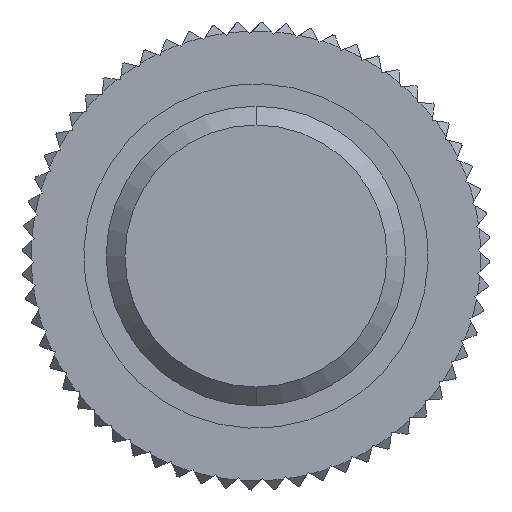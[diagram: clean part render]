
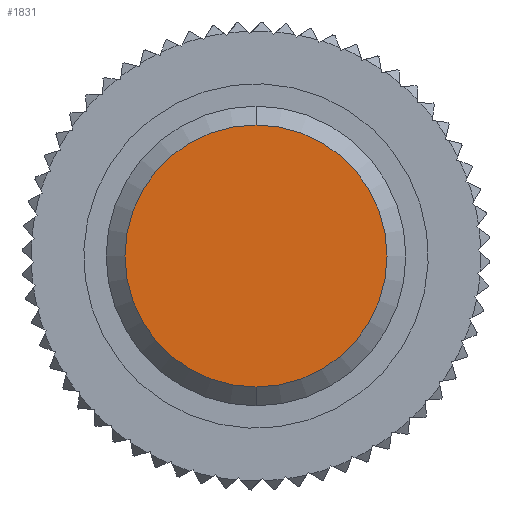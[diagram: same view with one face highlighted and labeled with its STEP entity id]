
A CAD part, left-side view. The second image highlights one B-rep face of the part: STEP entity #1831.
In plain terms, the highlighted planar face has unit normal (-1, 0, 0).
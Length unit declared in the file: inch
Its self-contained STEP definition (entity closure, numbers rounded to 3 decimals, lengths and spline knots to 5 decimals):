
#1781 = EDGE_LOOP ( 'NONE', ( #1832, #1834 ) ) ;
#1791 = EDGE_CURVE ( 'NONE', #1792, #1793, #10517, .T. ) ;
#1792 = VERTEX_POINT ( 'NONE', #10512 ) ;
#1793 = VERTEX_POINT ( 'NONE', #10511 ) ;
#1831 = ADVANCED_FACE ( 'NONE', ( #10642 ), #10684, .F. ) ;
#1832 = ORIENTED_EDGE ( 'NONE', *, *, #1833, .T. ) ;
#1833 = EDGE_CURVE ( 'NONE', #1793, #1792, #10678, .T. ) ;
#1834 = ORIENTED_EDGE ( 'NONE', *, *, #1791, .T. ) ;
#10511 = CARTESIAN_POINT ( 'NONE',  ( -0.63125, -0.22927, 0.21327 ) ) ;
#10512 = CARTESIAN_POINT ( 'NONE',  ( -0.63125, -0.22927, 0.76445 ) ) ;
#10513 = DIRECTION ( 'NONE',  ( 0., 0., -1. ) ) ;
#10514 = DIRECTION ( 'NONE',  ( -1., 0., 0. ) ) ;
#10515 = CARTESIAN_POINT ( 'NONE',  ( -0.63125, -0.22927, 0.48886 ) ) ;
#10516 = AXIS2_PLACEMENT_3D ( 'NONE', #10515, #10514, #10513 ) ;
#10517 = CIRCLE ( 'NONE', #10516, 0.27559 ) ;
#10642 = FACE_OUTER_BOUND ( 'NONE', #1781, .T. ) ;
#10674 = DIRECTION ( 'NONE',  ( 0., 0., -1. ) ) ;
#10675 = DIRECTION ( 'NONE',  ( -1., 0., 0. ) ) ;
#10676 = CARTESIAN_POINT ( 'NONE',  ( -0.63125, -0.22927, 0.48886 ) ) ;
#10677 = AXIS2_PLACEMENT_3D ( 'NONE', #10676, #10675, #10674 ) ;
#10678 = CIRCLE ( 'NONE', #10677, 0.27559 ) ;
#10680 = DIRECTION ( 'NONE',  ( 0., 0., -1. ) ) ;
#10681 = DIRECTION ( 'NONE',  ( 1., 0., 0. ) ) ;
#10682 = CARTESIAN_POINT ( 'NONE',  ( -0.63125, -0.22927, 0.1739 ) ) ;
#10683 = AXIS2_PLACEMENT_3D ( 'NONE', #10682, #10681, #10680 ) ;
#10684 = PLANE ( 'NONE',  #10683 ) ;
